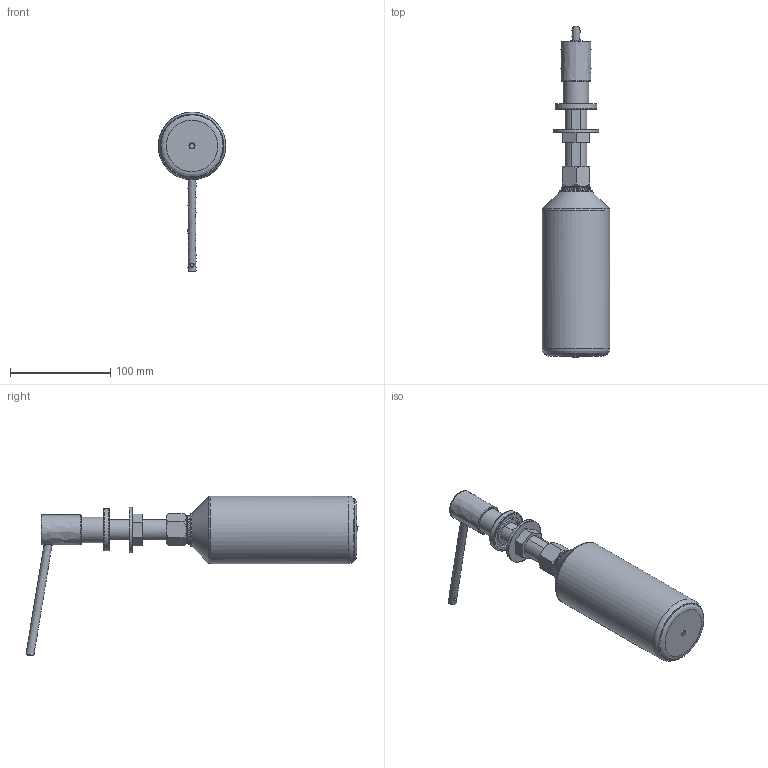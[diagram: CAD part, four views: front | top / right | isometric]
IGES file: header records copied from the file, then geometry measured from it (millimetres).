
Global section: file name: N7200; native system: Autodesk Inventor 2023; preprocessor: unknown; author: adaniels; date: 20230721.095419; units: millimetre
Bounding box: 67.39 x 331.82 x 159.67 mm (x, y, z)
Volume: 144458.4 mm3; surface area: 124926 mm2
Topology: 8 solids, 8 shells, 166 faces, 420 edges, 292 vertices
Faces by surface type: bspline 166
